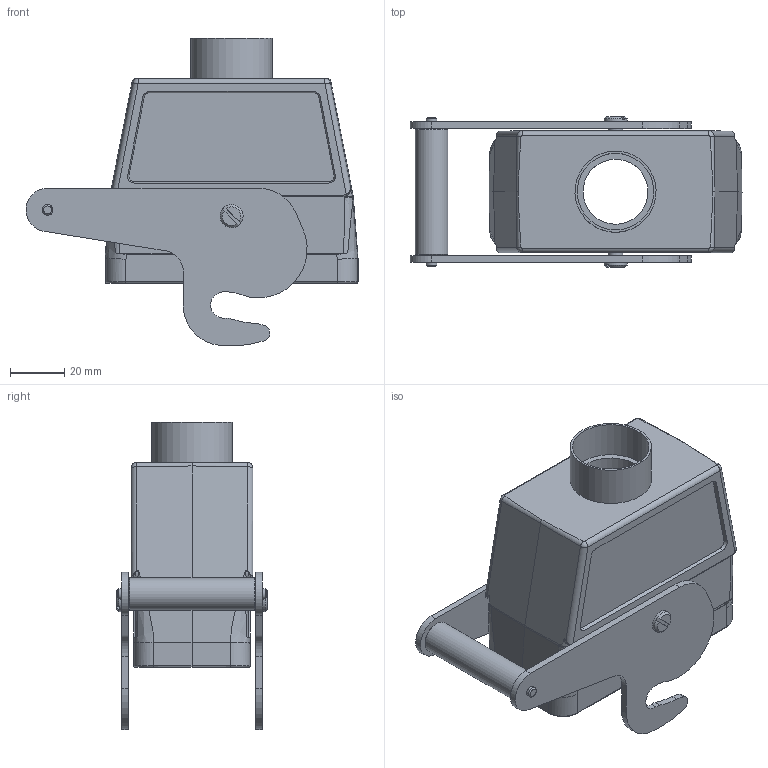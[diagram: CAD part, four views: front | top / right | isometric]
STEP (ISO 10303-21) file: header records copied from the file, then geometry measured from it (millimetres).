
FILE_DESCRIPTION(/* description */ (''),/* implementation_level */ '2;1');
FILE_NAME(/* name */ '100095204ugm000_c.stp',/* time_stamp */ '2021-11-03T16:33:21+01:00',/* author */ (''),/* organization */ (''),/* preprocessor_version */ 'ST-DEVELOPER v16.7',/* originating_system */ 'SIEMENS PLM Software NX 1911',/* authorisation */ '');
FILE_SCHEMA (('AUTOMOTIVE_DESIGN { 1 0 10303 214 3 1 1 1 }'));
Length unit declared in the file: millimetre
Products named in the file (1): 100095204ugm000_c
Bounding box: 122.72 x 55.8 x 113.8 mm (x, y, z)
Volume: 104761.7 mm3; surface area: 61314.9 mm2
Topology: 2 solids, 2 shells, 470 faces, 1195 edges, 749 vertices
Faces by surface type: plane 198, cylinder 121, bspline 89, cone 46, torus 10, sphere 6
Full cylindrical faces by diameter (mm): 3 x4, 3.3 x4, 3.95 x2, 5.37 x2, 8.5 x2, 12 x1, 24 x1, 28.3 x2, 30 x1
Entity records: 25750 total; most frequent: CARTESIAN_POINT 13915, ORIENTED_EDGE 2260, DIRECTION 2055, EDGE_CURVE 1130, AXIS2_PLACEMENT_3D 759, VERTEX_POINT 733, EDGE_LOOP 537, LINE 537
